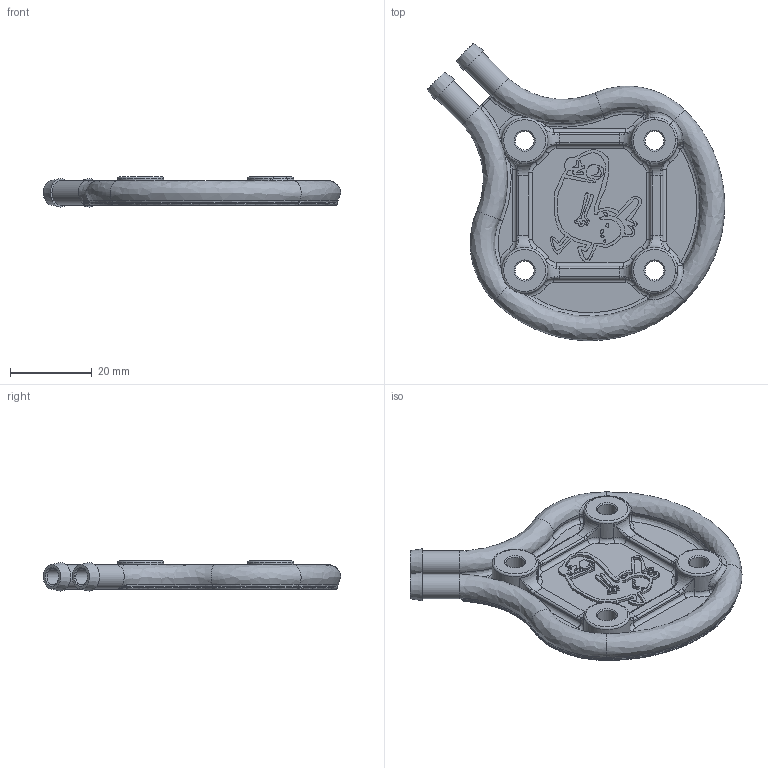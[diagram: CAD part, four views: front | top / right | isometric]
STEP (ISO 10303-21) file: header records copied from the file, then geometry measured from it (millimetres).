
FILE_DESCRIPTION(/* description */ ('','CAx-IF Rec.Pracs.---Representation and Presentation of Product Manufacturing Information (PMI)---4.0---2014-10-13'),/* implementation_level */ '2;1');
FILE_NAME(/* name */ '92 CPAP Watercooler v1.step',/* time_stamp */ '2024-12-18T22:29:55-05:00',/* author */ (''),/* organization */ (''),/* preprocessor_version */ 'ST-DEVELOPER v20',/* originating_system */ 'Autodesk Translation Framework v13.20.0.188',/* authorisation */ '');
FILE_SCHEMA (('AP242_MANAGED_MODEL_BASED_3D_ENGINEERING_MIM_LF { 1 0 10303 442 1 1 4 }'));
Length unit declared in the file: millimetre
Products named in the file (1): 92 CPAP Watercooler
Bounding box: 72.92 x 72.92 x 7.4 mm (x, y, z)
Volume: 8106.9 mm3; surface area: 12288.5 mm2
Topology: 1 solids, 1 shells, 599 faces, 1647 edges, 1048 vertices
Faces by surface type: bspline 399, plane 88, cylinder 53, torus 43, cone 12, sphere 4
Full cylindrical faces by diameter (mm): 4 x2, 4.6 x4, 6 x2, 9.3 x4, 11.3 x2
Entity records: 29978 total; most frequent: CARTESIAN_POINT 17448, ORIENTED_EDGE 3258, EDGE_CURVE 1629, DIRECTION 1483, VERTEX_POINT 1048, B_SPLINE_CURVE_WITH_KNOTS 824, EDGE_LOOP 629, FACE_OUTER_BOUND 599
